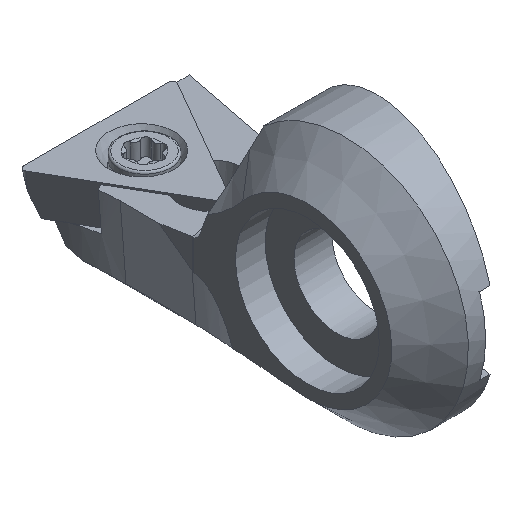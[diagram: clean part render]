
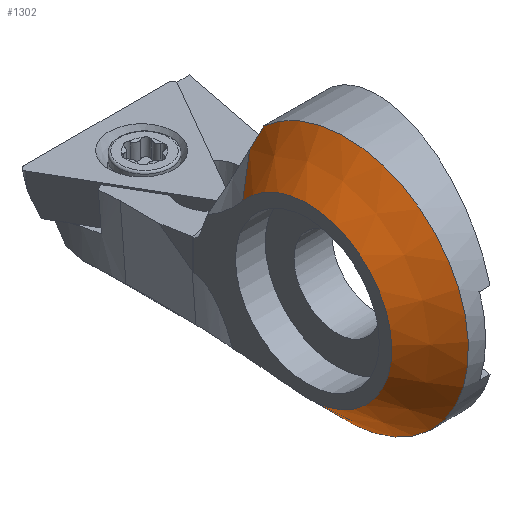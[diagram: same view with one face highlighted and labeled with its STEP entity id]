
A CAD part, isometric view. The second image highlights one B-rep face of the part: STEP entity #1302.
In plain terms, the highlighted conical face has half-angle 45 degrees and reference radius 6.4 mm.
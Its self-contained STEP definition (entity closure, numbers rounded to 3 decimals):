
#38=CONICAL_SURFACE('',#1489,6.4,0.785);
#54=(
BOUNDED_CURVE()
B_SPLINE_CURVE(2,(#2169,#2170,#2171),.UNSPECIFIED.,.F.,.F.)
B_SPLINE_CURVE_WITH_KNOTS((3,3),(-0.733,-0.578),
 .UNSPECIFIED.)
CURVE()
GEOMETRIC_REPRESENTATION_ITEM()
RATIONAL_B_SPLINE_CURVE((1.545,1.516,1.476))
REPRESENTATION_ITEM('')
);
#150=FACE_OUTER_BOUND('',#227,.T.);
#227=EDGE_LOOP('',(#1035,#1036,#1037,#1038,#1039));
#282=CIRCLE('',#1456,6.4);
#289=CIRCLE('',#1482,4.4);
#402=LINE('',#2262,#490);
#403=LINE('',#2263,#491);
#490=VECTOR('',#1775,1000.);
#491=VECTOR('',#1776,1000.);
#567=VERTEX_POINT('',#2118);
#570=VERTEX_POINT('',#2128);
#577=VERTEX_POINT('',#2165);
#591=VERTEX_POINT('',#2227);
#592=VERTEX_POINT('',#2229);
#711=EDGE_CURVE('',#567,#570,#282,.T.);
#722=EDGE_CURVE('',#577,#570,#54,.T.);
#749=EDGE_CURVE('',#591,#592,#289,.T.);
#757=EDGE_CURVE('',#577,#592,#402,.T.);
#758=EDGE_CURVE('',#567,#591,#403,.T.);
#1035=ORIENTED_EDGE('',*,*,#757,.T.);
#1036=ORIENTED_EDGE('',*,*,#749,.F.);
#1037=ORIENTED_EDGE('',*,*,#758,.F.);
#1038=ORIENTED_EDGE('',*,*,#711,.T.);
#1039=ORIENTED_EDGE('',*,*,#722,.F.);
#1302=ADVANCED_FACE('',(#150),#38,.T.);
#1456=AXIS2_PLACEMENT_3D('',#2129,#1685,#1686);
#1482=AXIS2_PLACEMENT_3D('',#2230,#1757,#1758);
#1489=AXIS2_PLACEMENT_3D('',#2261,#1773,#1774);
#1685=DIRECTION('center_axis',(-1.,0.,0.));
#1686=DIRECTION('ref_axis',(0.,0.105,-0.995));
#1757=DIRECTION('center_axis',(-1.,0.,0.));
#1758=DIRECTION('ref_axis',(0.,0.105,-0.995));
#1773=DIRECTION('center_axis',(1.,0.,0.));
#1774=DIRECTION('ref_axis',(0.,-0.927,0.375));
#1775=DIRECTION('',(-0.707,-0.542,-0.455));
#1776=DIRECTION('',(-0.707,-0.074,0.703));
#2118=CARTESIAN_POINT('',(-1.55,0.669,-6.365));
#2128=CARTESIAN_POINT('',(-1.55,4.278,4.76));
#2129=CARTESIAN_POINT('Origin',(-1.55,0.,0.));
#2165=CARTESIAN_POINT('',(-2.016,4.545,3.814));
#2169=CARTESIAN_POINT('Ctrl Pts',(-2.016,4.545,3.814));
#2170=CARTESIAN_POINT('Ctrl Pts',(-1.829,4.412,4.265));
#2171=CARTESIAN_POINT('Ctrl Pts',(-1.55,4.278,4.76));
#2227=CARTESIAN_POINT('',(-3.55,0.46,-4.376));
#2229=CARTESIAN_POINT('',(-3.55,3.371,2.828));
#2230=CARTESIAN_POINT('Origin',(-3.55,0.,0.));
#2261=CARTESIAN_POINT('Origin',(-1.55,0.,0.));
#2262=CARTESIAN_POINT('',(-3.55,3.371,2.828));
#2263=CARTESIAN_POINT('',(-3.55,0.46,-4.376));
